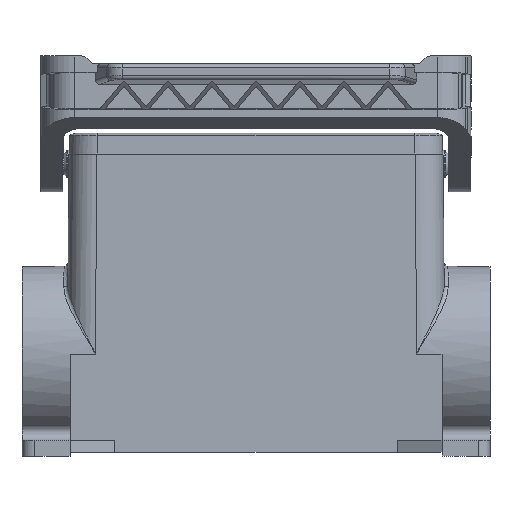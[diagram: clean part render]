
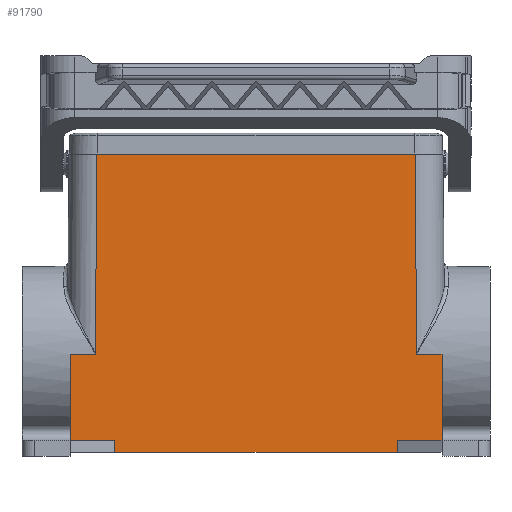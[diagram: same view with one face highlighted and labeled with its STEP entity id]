
A CAD part, front view. The second image highlights one B-rep face of the part: STEP entity #91790.
In plain terms, the highlighted face is planar.
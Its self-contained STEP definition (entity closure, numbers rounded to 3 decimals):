
#21760=CARTESIAN_POINT('',(33.818,61.705,74.5));
#21770=VERTEX_POINT('',#21760);
#21800=CARTESIAN_POINT('',(0.,61.705,74.5));
#21810=DIRECTION('',(-1.,0.,0.));
#21820=VECTOR('',#21810,1.);
#21830=LINE('',#21800,#21820);
#21840=CARTESIAN_POINT('',(113.319,61.705,74.5));
#21850=VERTEX_POINT('',#21840);
#21860=EDGE_CURVE('',#21850,#21770,#21830,.T.);
#22860=CARTESIAN_POINT('',(33.384,62.14,
24.691));
#22870=VERTEX_POINT('',#22860);
#25800=CARTESIAN_POINT('',(33.169,62.355,
0.061));
#25810=DIRECTION('',(0.009,-0.009,
1.));
#25820=VECTOR('',#25810,1.);
#25830=LINE('',#25800,#25820);
#25840=CARTESIAN_POINT('',(33.382,62.141,24.5));
#25850=VERTEX_POINT('',#25840);
#25860=EDGE_CURVE('',#25850,#22870,#25830,.T.);
#43520=EDGE_CURVE('',#22870,#21770,#25830,.T.);
#48290=CARTESIAN_POINT('',(38.067,62.355,0.));
#48300=DIRECTION('',(-0.015,0.009,
-1.));
#48310=VECTOR('',#48300,1.);
#48320=LINE('',#48290,#48310);
#48330=CARTESIAN_POINT('',(38.112,62.329,3.));
#48340=VERTEX_POINT('',#48330);
#48350=CARTESIAN_POINT('',(38.067,62.355,
0.));
#48360=VERTEX_POINT('',#48350);
#48370=EDGE_CURVE('',#48340,#48360,#48320,.T.);
#55110=CARTESIAN_POINT('',(0.,62.141,24.5));
#55120=DIRECTION('',(-1.,0.,0.));
#55130=VECTOR('',#55120,1.);
#55140=LINE('',#55110,#55130);
#55150=CARTESIAN_POINT('',(27.069,62.141,24.5));
#55160=VERTEX_POINT('',#55150);
#55170=EDGE_CURVE('',#25850,#55160,#55140,.T.);
#55560=CARTESIAN_POINT('',(0.,62.329,3.));
#55570=DIRECTION('',(1.,0.,0.));
#55580=VECTOR('',#55570,1.);
#55590=LINE('',#55560,#55580);
#55600=CARTESIAN_POINT('',(27.069,62.329,3.));
#55610=VERTEX_POINT('',#55600);
#55620=EDGE_CURVE('',#55610,#48340,#55590,.T.);
#58580=CARTESIAN_POINT('',(27.069,62.355,0.));
#58590=DIRECTION('',(0.,0.009,-1.));
#58600=VECTOR('',#58590,1.);
#58610=LINE('',#58580,#58600);
#58620=EDGE_CURVE('',#55160,#55610,#58610,.T.);
#90780=CARTESIAN_POINT('',(113.755,62.141,24.5));
#90790=VERTEX_POINT('',#90780);
#91040=CARTESIAN_POINT('',(113.754,62.14,
24.691));
#91050=VERTEX_POINT('',#91040);
#91080=CARTESIAN_POINT('',(113.968,62.355,
0.061));
#91090=DIRECTION('',(-0.009,-0.009,
1.));
#91100=VECTOR('',#91090,1.);
#91110=LINE('',#91080,#91100);
#91120=EDGE_CURVE('',#90790,#91050,#91110,.T.);
#91240=CARTESIAN_POINT('',(120.319,62.355,
0.003));
#91250=DIRECTION('',(-0.,-1.,-0.009));
#91260=DIRECTION('',(-1.,0.,0.));
#91270=AXIS2_PLACEMENT_3D('',#91240,#91250,#91260);
#91280=PLANE('',#91270);
#91290=CARTESIAN_POINT('',(0.,62.141,24.5));
#91300=DIRECTION('',(1.,0.,0.));
#91310=VECTOR('',#91300,1.);
#91320=LINE('',#91290,#91310);
#91330=CARTESIAN_POINT('',(120.069,62.141,24.5));
#91340=VERTEX_POINT('',#91330);
#91350=EDGE_CURVE('',#90790,#91340,#91320,.T.);
#91360=ORIENTED_EDGE('',*,*,#91350,.T.);
#91370=ORIENTED_EDGE('',*,*,#91120,.F.);
#91380=EDGE_CURVE('',#91050,#21850,#91110,.T.);
#91390=ORIENTED_EDGE('',*,*,#91380,.F.);
#91400=ORIENTED_EDGE('',*,*,#21860,.F.);
#91410=ORIENTED_EDGE('',*,*,#43520,.T.);
#91420=ORIENTED_EDGE('',*,*,#25860,.T.);
#91430=ORIENTED_EDGE('',*,*,#55170,.F.);
#91440=ORIENTED_EDGE('',*,*,#58620,.F.);
#91450=ORIENTED_EDGE('',*,*,#55620,.F.);
#91460=ORIENTED_EDGE('',*,*,#48370,.F.);
#91470=CARTESIAN_POINT('',(0.,62.355,0.));
#91480=DIRECTION('',(1.,0.,0.));
#91490=VECTOR('',#91480,1.);
#91500=LINE('',#91470,#91490);
#91510=CARTESIAN_POINT('',(109.07,62.355,
0.));
#91520=VERTEX_POINT('',#91510);
#91530=EDGE_CURVE('',#48360,#91520,#91500,.T.);
#91540=ORIENTED_EDGE('',*,*,#91530,.F.);
#91550=CARTESIAN_POINT('',(109.07,62.355,
0.));
#91560=DIRECTION('',(0.015,0.009,
-1.));
#91570=VECTOR('',#91560,1.);
#91580=LINE('',#91550,#91570);
#91590=CARTESIAN_POINT('',(109.025,62.329,
3.));
#91600=VERTEX_POINT('',#91590);
#91610=EDGE_CURVE('',#91600,#91520,#91580,.T.);
#91620=ORIENTED_EDGE('',*,*,#91610,.T.);
#91630=CARTESIAN_POINT('',(0.,62.329,3.));
#91640=DIRECTION('',(-1.,0.,0.));
#91650=VECTOR('',#91640,1.);
#91660=LINE('',#91630,#91650);
#91670=CARTESIAN_POINT('',(120.069,62.329,3.)
);
#91680=VERTEX_POINT('',#91670);
#91690=EDGE_CURVE('',#91680,#91600,#91660,.T.);
#91700=ORIENTED_EDGE('',*,*,#91690,.T.);
#91710=CARTESIAN_POINT('',(120.069,62.355,0.));
#91720=DIRECTION('',(0.,0.009,-1.));
#91730=VECTOR('',#91720,1.);
#91740=LINE('',#91710,#91730);
#91750=EDGE_CURVE('',#91340,#91680,#91740,.T.);
#91760=ORIENTED_EDGE('',*,*,#91750,.T.);
#91770=EDGE_LOOP('',(#91760,#91700,#91620,#91540,#91460,#91450,#91440,
#91430,#91420,#91410,#91400,#91390,#91370,#91360));
#91780=FACE_OUTER_BOUND('',#91770,.T.);
#91790=ADVANCED_FACE('',(#91780),#91280,.F.);
